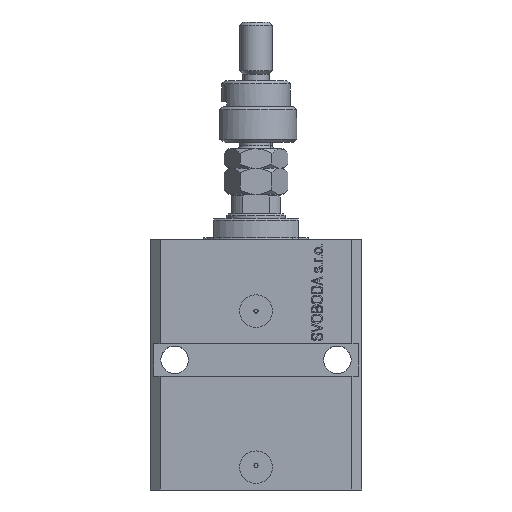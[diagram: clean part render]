
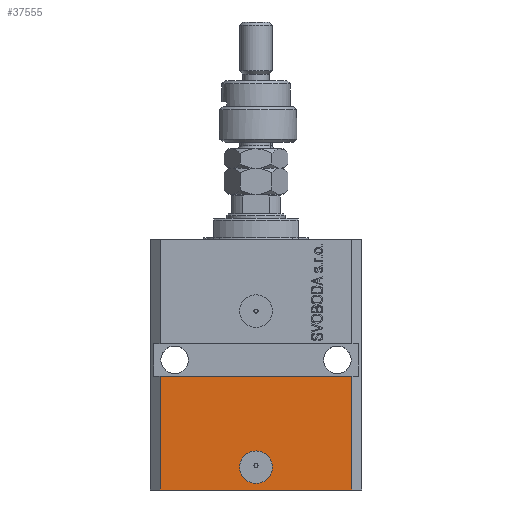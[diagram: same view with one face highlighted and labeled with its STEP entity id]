
A CAD part, front view. The second image highlights one B-rep face of the part: STEP entity #37555.
In plain terms, the highlighted planar face has unit normal (0, -1, 0).
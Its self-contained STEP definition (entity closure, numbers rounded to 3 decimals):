
#28 = ORIENTED_EDGE ( 'NONE', *, *, #38557, .F. ) ;
#609 = PLANE ( 'NONE',  #4681 ) ;
#1085 = CARTESIAN_POINT ( 'NONE',  ( -29.5, -22.5, -77. ) ) ;
#1873 = VERTEX_POINT ( 'NONE', #39185 ) ;
#4104 = EDGE_CURVE ( 'NONE', #16472, #14453, #35452, .T. ) ;
#4681 = AXIS2_PLACEMENT_3D ( 'NONE', #1085, #22600, #37349 ) ;
#4728 = DIRECTION ( 'NONE',  ( 0., 0., 1. ) ) ;
#5238 = ORIENTED_EDGE ( 'NONE', *, *, #4104, .T. ) ;
#5271 = LINE ( 'NONE', #38407, #24680 ) ;
#7744 = ORIENTED_EDGE ( 'NONE', *, *, #33498, .T. ) ;
#7823 = AXIS2_PLACEMENT_3D ( 'NONE', #36741, #33813, #22933 ) ;
#7847 = FACE_OUTER_BOUND ( 'NONE', #37560, .T. ) ;
#10026 = CIRCLE ( 'NONE', #16196, 5. ) ;
#11948 = CARTESIAN_POINT ( 'NONE',  ( -5., -22.5, -70. ) ) ;
#13687 = FACE_BOUND ( 'NONE', #15632, .T. ) ;
#14207 = VECTOR ( 'NONE', #35616, 1000. ) ;
#14453 = VERTEX_POINT ( 'NONE', #24890 ) ;
#15632 = EDGE_LOOP ( 'NONE', ( #41053, #28 ) ) ;
#16196 = AXIS2_PLACEMENT_3D ( 'NONE', #25063, #47034, #39805 ) ;
#16408 = VERTEX_POINT ( 'NONE', #46769 ) ;
#16453 = VERTEX_POINT ( 'NONE', #11948 ) ;
#16472 = VERTEX_POINT ( 'NONE', #29613 ) ;
#16713 = EDGE_CURVE ( 'NONE', #34894, #14453, #20873, .T. ) ;
#17097 = DIRECTION ( 'NONE',  ( 0., 0., 1. ) ) ;
#20873 = LINE ( 'NONE', #32695, #14207 ) ;
#22227 = VECTOR ( 'NONE', #4728, 1000. ) ;
#22600 = DIRECTION ( 'NONE',  ( 0., -1., 0. ) ) ;
#22933 = DIRECTION ( 'NONE',  ( 1., 0., 0. ) ) ;
#24680 = VECTOR ( 'NONE', #27770, 1000. ) ;
#24844 = VECTOR ( 'NONE', #17097, 1000. ) ;
#24890 = CARTESIAN_POINT ( 'NONE',  ( 29.5, -22.5, -42. ) ) ;
#25063 = CARTESIAN_POINT ( 'NONE',  ( 0., -22.5, -70. ) ) ;
#27770 = DIRECTION ( 'NONE',  ( 1., 0., 0. ) ) ;
#27933 = CIRCLE ( 'NONE', #7823, 5. ) ;
#29033 = EDGE_CURVE ( 'NONE', #16408, #34894, #41961, .T. ) ;
#29613 = CARTESIAN_POINT ( 'NONE',  ( 29.5, -22.5, -77. ) ) ;
#31308 = CARTESIAN_POINT ( 'NONE',  ( -29.5, -22.5, -77. ) ) ;
#32695 = CARTESIAN_POINT ( 'NONE',  ( -32.5, -22.5, -42. ) ) ;
#33498 = EDGE_CURVE ( 'NONE', #16408, #16472, #5271, .T. ) ;
#33813 = DIRECTION ( 'NONE',  ( 0., -1., 0. ) ) ;
#34894 = VERTEX_POINT ( 'NONE', #39004 ) ;
#35452 = LINE ( 'NONE', #46560, #24844 ) ;
#35616 = DIRECTION ( 'NONE',  ( 1., 0., 0. ) ) ;
#36741 = CARTESIAN_POINT ( 'NONE',  ( 0., -22.5, -70. ) ) ;
#37349 = DIRECTION ( 'NONE',  ( 1., 0., 0. ) ) ;
#37555 = ADVANCED_FACE ( 'NONE', ( #13687, #7847 ), #609, .T. ) ;
#37560 = EDGE_LOOP ( 'NONE', ( #38711, #43484, #7744, #5238 ) ) ;
#38407 = CARTESIAN_POINT ( 'NONE',  ( -29.5, -22.5, -77. ) ) ;
#38557 = EDGE_CURVE ( 'NONE', #16453, #1873, #27933, .T. ) ;
#38711 = ORIENTED_EDGE ( 'NONE', *, *, #16713, .F. ) ;
#39004 = CARTESIAN_POINT ( 'NONE',  ( -29.5, -22.5, -42. ) ) ;
#39185 = CARTESIAN_POINT ( 'NONE',  ( 5., -22.5, -70. ) ) ;
#39805 = DIRECTION ( 'NONE',  ( 1., 0., 0. ) ) ;
#41053 = ORIENTED_EDGE ( 'NONE', *, *, #43181, .F. ) ;
#41961 = LINE ( 'NONE', #31308, #22227 ) ;
#43181 = EDGE_CURVE ( 'NONE', #1873, #16453, #10026, .T. ) ;
#43484 = ORIENTED_EDGE ( 'NONE', *, *, #29033, .F. ) ;
#46560 = CARTESIAN_POINT ( 'NONE',  ( 29.5, -22.5, -77. ) ) ;
#46769 = CARTESIAN_POINT ( 'NONE',  ( -29.5, -22.5, -77. ) ) ;
#47034 = DIRECTION ( 'NONE',  ( 0., -1., 0. ) ) ;
